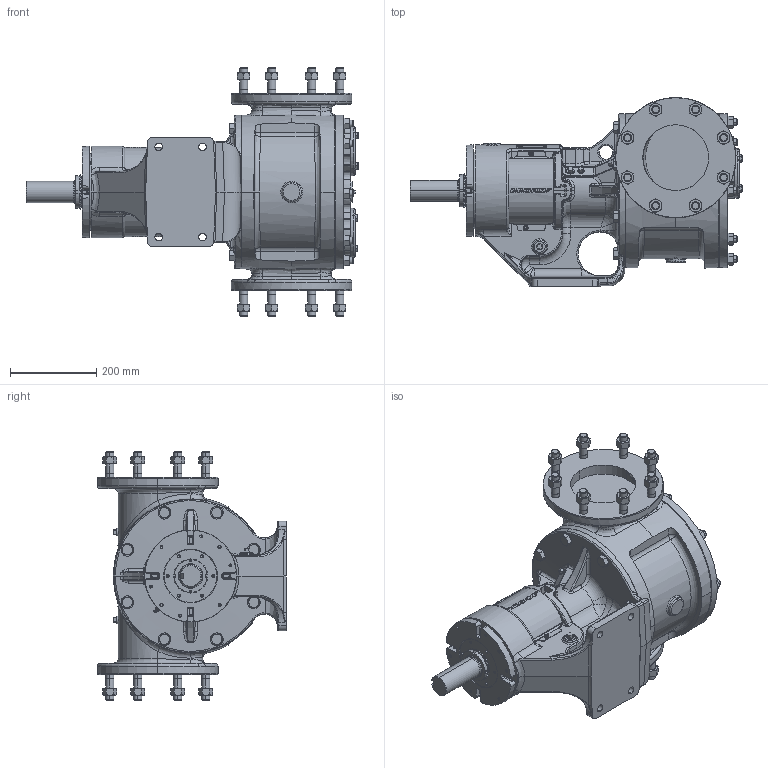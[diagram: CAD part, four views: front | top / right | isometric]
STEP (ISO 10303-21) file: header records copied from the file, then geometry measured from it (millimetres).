
FILE_DESCRIPTION (( 'STEP AP214' ), '1' );
FILE_NAME ('QV-2351.step', '2025-12-05T14:46:48', ( '' ), ( '' ), 'SwSTEP 2.0', 'SolidWorks 2024', '' );
FILE_SCHEMA (( 'AUTOMOTIVE_DESIGN' ));
Products named in the file (1): QV-2351
Bounding box: 769.73 x 438.15 x 577.6 mm (x, y, z)
Volume: 38678477.3 mm3; surface area: 1542677 mm2
Topology: 1 solids, 1 shells, 4168 faces, 10419 edges, 6470 vertices
Faces by surface type: plane 1421, bspline 1141, cone 754, cylinder 688, torus 125, sphere 39
Entity records: 181383 total; most frequent: CARTESIAN_POINT 92146, ORIENTED_EDGE 20616, DIRECTION 15184, EDGE_CURVE 10308, VERTEX_POINT 6463, AXIS2_PLACEMENT_3D 5496, EDGE_LOOP 4509, LINE 4192
